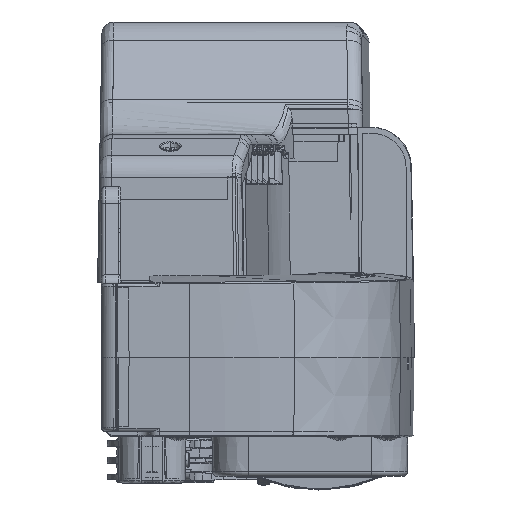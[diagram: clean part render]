
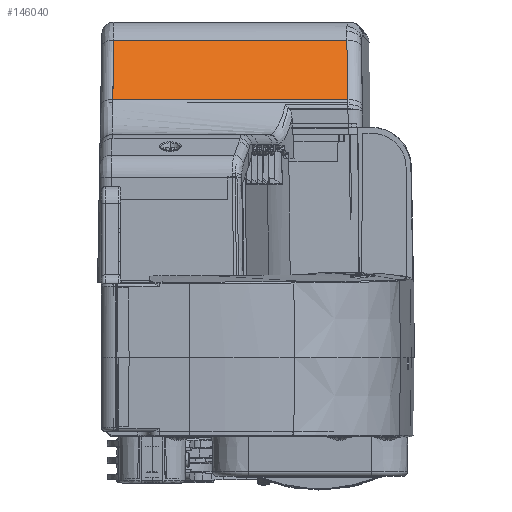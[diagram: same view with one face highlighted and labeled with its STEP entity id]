
A CAD part, left-side view. The second image highlights one B-rep face of the part: STEP entity #146040.
In plain terms, the highlighted planar face has unit normal (-0.866, 0, 0.5).
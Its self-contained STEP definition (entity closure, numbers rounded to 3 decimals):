
#2786 = CARTESIAN_POINT ( 'NONE',  ( -72.5, 21.725, 106.5 ) ) ;
#7626 = DIRECTION ( 'NONE',  ( 0., -1., 0. ) ) ;
#9297 = CARTESIAN_POINT ( 'NONE',  ( -51.283, -74.709, 143.248 ) ) ;
#14479 = ORIENTED_EDGE ( 'NONE', *, *, #89690, .T. ) ;
#18206 = CARTESIAN_POINT ( 'NONE',  ( -58.355, 288., 131. ) ) ;
#18546 = EDGE_LOOP ( 'NONE', ( #189922, #14479, #160438, #28352 ) ) ;
#21270 = LINE ( 'NONE', #185400, #103987 ) ;
#28352 = ORIENTED_EDGE ( 'NONE', *, *, #176138, .T. ) ;
#29606 = VECTOR ( 'NONE', #7626, 1000. ) ;
#58375 = DIRECTION ( 'NONE',  ( 0.5, 0.015, 0.866 ) ) ;
#62306 = FACE_OUTER_BOUND ( 'NONE', #18546, .T. ) ;
#62472 = CARTESIAN_POINT ( 'NONE',  ( -72.5, -75.351, 106.5 ) ) ;
#76029 = EDGE_CURVE ( 'NONE', #92898, #191556, #117489, .T. ) ;
#77410 = DIRECTION ( 'NONE',  ( 0.866, 0., -0.5 ) ) ;
#79015 = VECTOR ( 'NONE', #167054, 1000. ) ;
#89690 = EDGE_CURVE ( 'NONE', #191556, #205424, #213824, .T. ) ;
#92898 = VERTEX_POINT ( 'NONE', #2786 ) ;
#96989 = CARTESIAN_POINT ( 'NONE',  ( -58.355, 21.297, 131. ) ) ;
#103987 = VECTOR ( 'NONE', #202051, 1000. ) ;
#106606 = CARTESIAN_POINT ( 'NONE',  ( -72.5, -53.17, 106.5 ) ) ;
#109942 = CARTESIAN_POINT ( 'NONE',  ( -54.025, 288., 138.5 ) ) ;
#117489 = LINE ( 'NONE', #106606, #29606 ) ;
#125783 = VECTOR ( 'NONE', #58375, 1000. ) ;
#128127 = LINE ( 'NONE', #18206, #79015 ) ;
#146040 = ADVANCED_FACE ( 'NONE', ( #62306 ), #176395, .F. ) ;
#150494 = EDGE_CURVE ( 'NONE', #205424, #169053, #128127, .T. ) ;
#160438 = ORIENTED_EDGE ( 'NONE', *, *, #150494, .T. ) ;
#162537 = CARTESIAN_POINT ( 'NONE',  ( -58.355, -74.923, 131. ) ) ;
#167054 = DIRECTION ( 'NONE',  ( 0., 1., 0. ) ) ;
#169053 = VERTEX_POINT ( 'NONE', #96989 ) ;
#176138 = EDGE_CURVE ( 'NONE', #169053, #92898, #21270, .T. ) ;
#176395 = PLANE ( 'NONE',  #190568 ) ;
#185400 = CARTESIAN_POINT ( 'NONE',  ( -56.041, 21.227, 135.008 ) ) ;
#189922 = ORIENTED_EDGE ( 'NONE', *, *, #76029, .T. ) ;
#190568 = AXIS2_PLACEMENT_3D ( 'NONE', #109942, #77410, #193068 ) ;
#191556 = VERTEX_POINT ( 'NONE', #62472 ) ;
#193068 = DIRECTION ( 'NONE',  ( 0., 1., 0. ) ) ;
#202051 = DIRECTION ( 'NONE',  ( -0.5, 0.015, -0.866 ) ) ;
#205424 = VERTEX_POINT ( 'NONE', #162537 ) ;
#213824 = LINE ( 'NONE', #9297, #125783 ) ;
